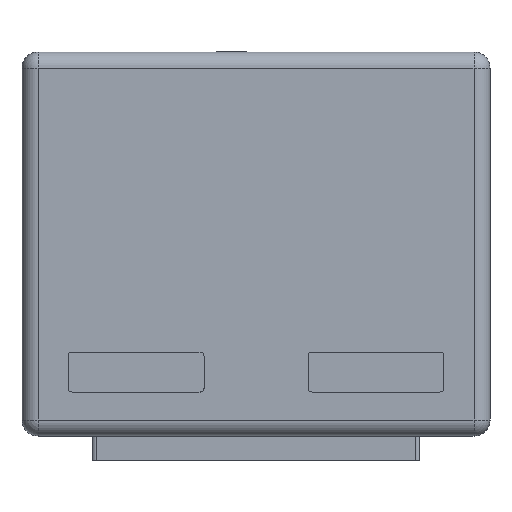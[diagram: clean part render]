
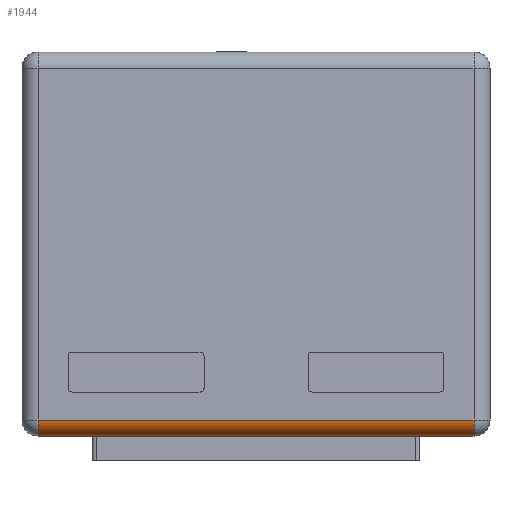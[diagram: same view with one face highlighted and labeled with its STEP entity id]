
A CAD part, front view. The second image highlights one B-rep face of the part: STEP entity #1944.
In plain terms, the highlighted cylindrical face has radius 0.02 mm (diameter 0.04 mm), a partial arc.
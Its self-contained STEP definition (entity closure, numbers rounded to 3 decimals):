
#133 = DIRECTION ( 'NONE',  ( -1., 0., 0. ) ) ;
#685 = VERTEX_POINT ( 'NONE', #8182 ) ;
#903 = DIRECTION ( 'NONE',  ( 1., 0., 0. ) ) ;
#1180 = CARTESIAN_POINT ( 'NONE',  ( -0.272, -0.472, 0.02 ) ) ;
#1276 = ORIENTED_EDGE ( 'NONE', *, *, #13492, .F. ) ;
#1479 = VERTEX_POINT ( 'NONE', #1837 ) ;
#1837 = CARTESIAN_POINT ( 'NONE',  ( -0.272, -0.472, 0. ) ) ;
#1845 = DIRECTION ( 'NONE',  ( 1., 0., 0. ) ) ;
#1944 = ADVANCED_FACE ( 'NONE', ( #3328 ), #4511, .T. ) ;
#1966 = EDGE_CURVE ( 'NONE', #1479, #685, #3028, .T. ) ;
#2185 = VERTEX_POINT ( 'NONE', #9300 ) ;
#2632 = VERTEX_POINT ( 'NONE', #3277 ) ;
#2834 = DIRECTION ( 'NONE',  ( 0., 0., -1. ) ) ;
#3028 = CIRCLE ( 'NONE', #7660, 0.02 ) ;
#3212 = CIRCLE ( 'NONE', #4990, 0.02 ) ;
#3277 = CARTESIAN_POINT ( 'NONE',  ( 0.273, -0.472, 0. ) ) ;
#3328 = FACE_OUTER_BOUND ( 'NONE', #11273, .T. ) ;
#3618 = LINE ( 'NONE', #7814, #4826 ) ;
#4511 = CYLINDRICAL_SURFACE ( 'NONE', #11844, 0.02 ) ;
#4802 = DIRECTION ( 'NONE',  ( -1., 0., 0. ) ) ;
#4826 = VECTOR ( 'NONE', #903, 1000. ) ;
#4990 = AXIS2_PLACEMENT_3D ( 'NONE', #6050, #1845, #2834 ) ;
#6050 = CARTESIAN_POINT ( 'NONE',  ( 0.273, -0.472, 0.02 ) ) ;
#6775 = LINE ( 'NONE', #8735, #10991 ) ;
#7050 = ORIENTED_EDGE ( 'NONE', *, *, #10119, .F. ) ;
#7660 = AXIS2_PLACEMENT_3D ( 'NONE', #1180, #133, #12762 ) ;
#7814 = CARTESIAN_POINT ( 'NONE',  ( -0.292, -0.492, 0.02 ) ) ;
#8182 = CARTESIAN_POINT ( 'NONE',  ( -0.272, -0.492, 0.02 ) ) ;
#8641 = CARTESIAN_POINT ( 'NONE',  ( -0.292, -0.472, 0.02 ) ) ;
#8705 = DIRECTION ( 'NONE',  ( 0., 0., -1. ) ) ;
#8735 = CARTESIAN_POINT ( 'NONE',  ( 0., -0.472, 0. ) ) ;
#9300 = CARTESIAN_POINT ( 'NONE',  ( 0.273, -0.492, 0.02 ) ) ;
#9744 = ORIENTED_EDGE ( 'NONE', *, *, #1966, .F. ) ;
#10119 = EDGE_CURVE ( 'NONE', #2185, #2632, #3212, .T. ) ;
#10254 = ORIENTED_EDGE ( 'NONE', *, *, #13446, .F. ) ;
#10991 = VECTOR ( 'NONE', #4802, 1000. ) ;
#11273 = EDGE_LOOP ( 'NONE', ( #7050, #1276, #9744, #10254 ) ) ;
#11844 = AXIS2_PLACEMENT_3D ( 'NONE', #8641, #12821, #8705 ) ;
#12762 = DIRECTION ( 'NONE',  ( 0., 0., 1. ) ) ;
#12821 = DIRECTION ( 'NONE',  ( 1., 0., 0. ) ) ;
#13446 = EDGE_CURVE ( 'NONE', #2632, #1479, #6775, .T. ) ;
#13492 = EDGE_CURVE ( 'NONE', #685, #2185, #3618, .T. ) ;
